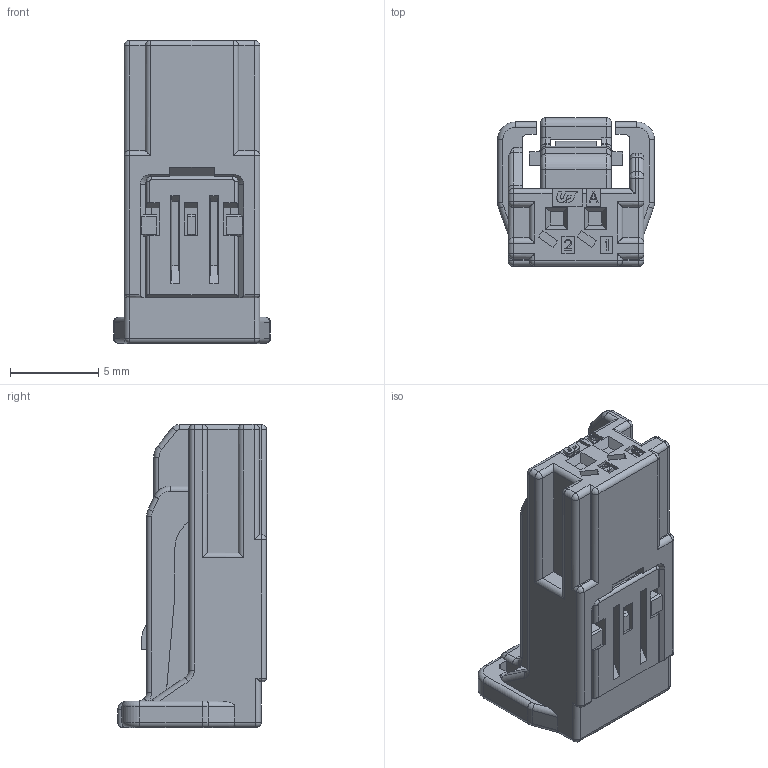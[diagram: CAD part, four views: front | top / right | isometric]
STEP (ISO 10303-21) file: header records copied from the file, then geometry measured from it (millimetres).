
FILE_DESCRIPTION((''),'2;1');
FILE_NAME('025_2F_HSG_A','2023-01-05T13:43:00',('jhryu'),(''),'CREO PARAMETRIC BY PTC INC, 2017380','CREO PARAMETRIC BY PTC INC, 2017380','');
FILE_SCHEMA(('CONFIG_CONTROL_DESIGN'));
Length unit declared in the file: millimetre
Products named in the file (1): 025_2F_HSG_A
Bounding box: 8.9 x 8.45 x 17.2 mm (x, y, z)
Volume: 636.7 mm3; surface area: 933.1 mm2
Topology: 1 solids, 1 shells, 489 faces, 1304 edges, 827 vertices
Faces by surface type: plane 314, cylinder 130, torus 20, sphere 13, bspline 8, cone 4
Entity records: 15345 total; most frequent: CARTESIAN_POINT 3096, ORIENTED_EDGE 2608, DIRECTION 2442, EDGE_CURVE 1304, VECTOR 1018, LINE 1018, VERTEX_POINT 827, AXIS2_PLACEMENT_3D 712
